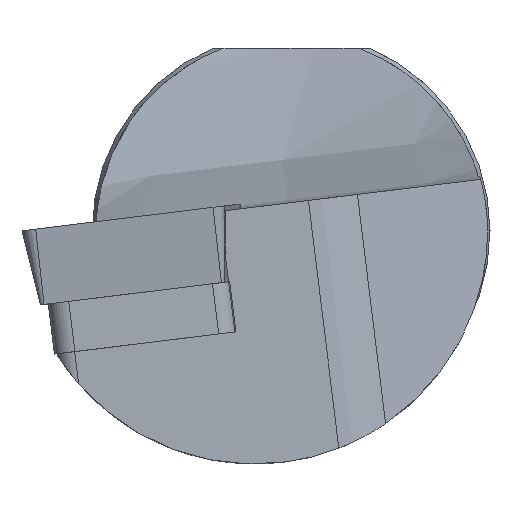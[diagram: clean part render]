
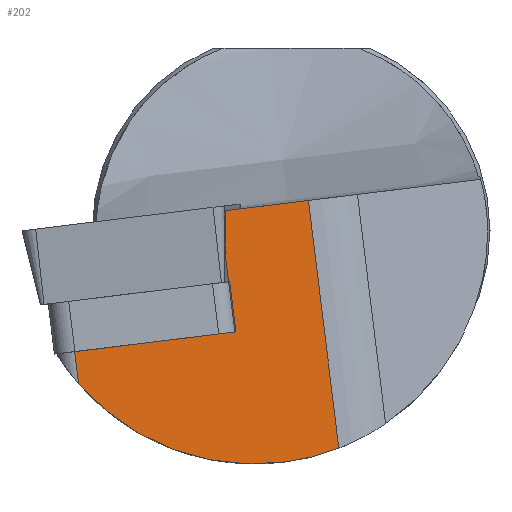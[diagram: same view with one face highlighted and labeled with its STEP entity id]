
A CAD part, left-side view. The second image highlights one B-rep face of the part: STEP entity #202.
In plain terms, the highlighted planar face has unit normal (-0.996, -0.086, 0.011).
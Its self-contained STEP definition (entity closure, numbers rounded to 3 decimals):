
#47=ELLIPSE('',#944,14.705,14.65);
#173=PLANE('',#945);
#202=ADVANCED_FACE('',(#254),#173,.F.);
#254=FACE_OUTER_BOUND('',#298,.T.);
#298=EDGE_LOOP('',(#541,#542,#543,#544,#545,#546,#547,#548));
#344=LINE('',#1271,#409);
#358=LINE('',#1304,#423);
#366=LINE('',#1333,#431);
#367=LINE('',#1335,#432);
#368=LINE('',#1339,#433);
#369=LINE('',#1341,#434);
#370=LINE('',#1343,#435);
#409=VECTOR('',#1050,1.);
#423=VECTOR('',#1076,1.);
#431=VECTOR('',#1090,1.);
#432=VECTOR('',#1091,1.);
#433=VECTOR('',#1094,1.);
#434=VECTOR('',#1095,1.);
#435=VECTOR('',#1096,1.);
#541=ORIENTED_EDGE('',*,*,#821,.T.);
#542=ORIENTED_EDGE('',*,*,#822,.T.);
#543=ORIENTED_EDGE('',*,*,#823,.T.);
#544=ORIENTED_EDGE('',*,*,#824,.F.);
#545=ORIENTED_EDGE('',*,*,#825,.F.);
#546=ORIENTED_EDGE('',*,*,#826,.T.);
#547=ORIENTED_EDGE('',*,*,#810,.T.);
#548=ORIENTED_EDGE('',*,*,#794,.T.);
#708=VERTEX_POINT('',#1269);
#710=VERTEX_POINT('',#1272);
#723=VERTEX_POINT('',#1305);
#731=VERTEX_POINT('',#1334);
#732=VERTEX_POINT('',#1336);
#733=VERTEX_POINT('',#1338);
#734=VERTEX_POINT('',#1340);
#735=VERTEX_POINT('',#1342);
#794=EDGE_CURVE('',#710,#708,#344,.T.);
#810=EDGE_CURVE('',#723,#710,#358,.T.);
#821=EDGE_CURVE('',#708,#731,#366,.T.);
#822=EDGE_CURVE('',#731,#732,#367,.T.);
#823=EDGE_CURVE('',#732,#733,#47,.T.);
#824=EDGE_CURVE('',#734,#733,#368,.T.);
#825=EDGE_CURVE('',#735,#734,#369,.T.);
#826=EDGE_CURVE('',#735,#723,#370,.T.);
#944=AXIS2_PLACEMENT_3D('',#1337,#1092,#1093);
#945=AXIS2_PLACEMENT_3D('',#1344,#1097,#1098);
#1050=DIRECTION('',(-0.087,0.989,-0.121));
#1076=DIRECTION('',(0.,-0.122,-0.993));
#1090=DIRECTION('',(-0.087,0.989,-0.121));
#1091=DIRECTION('',(0.,-0.122,-0.993));
#1092=DIRECTION('',(-0.996,-0.086,0.011));
#1093=DIRECTION('',(0.087,-0.989,0.121));
#1094=DIRECTION('',(0.,-0.122,-0.993));
#1095=DIRECTION('',(0.087,-0.989,0.121));
#1096=DIRECTION('',(-0.011,0.001,-1.));
#1097=DIRECTION('',(0.996,0.086,-0.011));
#1098=DIRECTION('',(0.086,-0.996,0.));
#1269=CARTESIAN_POINT('',(2.204,3.917,-6.393));
#1271=CARTESIAN_POINT('',(1.356,13.609,-7.583));
#1272=CARTESIAN_POINT('',(2.236,3.542,-6.347));
#1304=CARTESIAN_POINT('',(2.236,5.37,8.541));
#1305=CARTESIAN_POINT('',(2.236,4.151,-1.388));
#1333=CARTESIAN_POINT('',(1.356,13.609,-7.583));
#1334=CARTESIAN_POINT('',(1.356,13.609,-7.583));
#1335=CARTESIAN_POINT('',(1.356,11.53,-24.516));
#1336=CARTESIAN_POINT('',(1.356,13.361,-9.606));
#1337=CARTESIAN_POINT('',(2.411,2.3,0.));
#1338=CARTESIAN_POINT('',(2.723,-2.999,-13.658));
#1339=CARTESIAN_POINT('',(2.723,-4.096,-22.597));
#1340=CARTESIAN_POINT('',(2.723,-1.086,1.918));
#1341=CARTESIAN_POINT('',(1.356,14.54,0.));
#1342=CARTESIAN_POINT('',(2.265,4.147,1.276));
#1343=CARTESIAN_POINT('',(2.216,4.153,-3.265));
#1344=CARTESIAN_POINT('',(1.356,11.53,-24.516));
